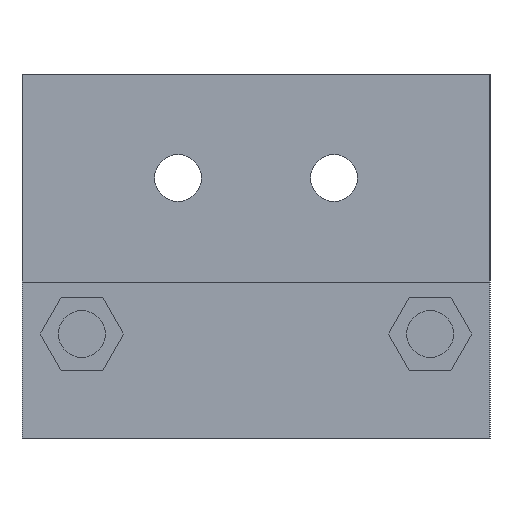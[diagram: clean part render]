
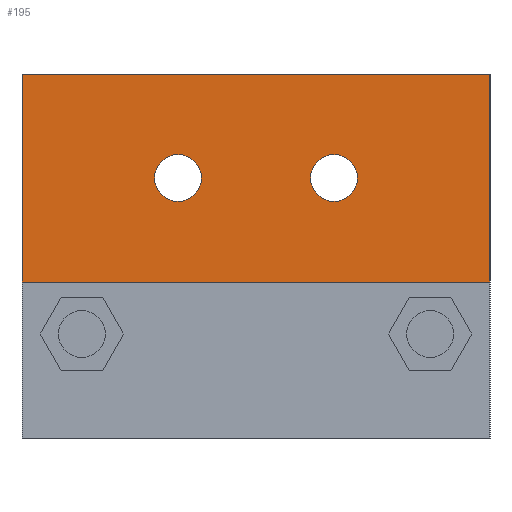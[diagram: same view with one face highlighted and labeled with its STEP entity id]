
A CAD part, left-side view. The second image highlights one B-rep face of the part: STEP entity #195.
In plain terms, the highlighted planar face has unit normal (-1, 0, 0).
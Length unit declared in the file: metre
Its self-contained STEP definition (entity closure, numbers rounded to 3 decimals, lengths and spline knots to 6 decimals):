
#195 = ADVANCED_FACE( '', ( #445, #446, #447 ), #448, .F. );
#445 = FACE_BOUND( '', #756, .T. );
#446 = FACE_BOUND( '', #757, .T. );
#447 = FACE_OUTER_BOUND( '', #758, .T. );
#448 = PLANE( '', #759 );
#756 = EDGE_LOOP( '', ( #1271 ) );
#757 = EDGE_LOOP( '', ( #1272 ) );
#758 = EDGE_LOOP( '', ( #1273, #1274, #1275, #1276 ) );
#759 = AXIS2_PLACEMENT_3D( '', #1277, #1278, #1279 );
#1271 = ORIENTED_EDGE( '', *, *, #1836, .F. );
#1272 = ORIENTED_EDGE( '', *, *, #1788, .F. );
#1273 = ORIENTED_EDGE( '', *, *, #1837, .T. );
#1274 = ORIENTED_EDGE( '', *, *, #1763, .F. );
#1275 = ORIENTED_EDGE( '', *, *, #1838, .F. );
#1276 = ORIENTED_EDGE( '', *, *, #1682, .T. );
#1277 = CARTESIAN_POINT( '', ( 0.02, 0.0225, 0.035 ) );
#1278 = DIRECTION( '', ( 1., 0., 0. ) );
#1279 = DIRECTION( '', ( 0., 0., -1. ) );
#1682 = EDGE_CURVE( '', #1997, #1995, #1998, .T. );
#1763 = EDGE_CURVE( '', #2130, #2132, #2133, .T. );
#1788 = EDGE_CURVE( '', #2169, #2169, #2170, .F. );
#1836 = EDGE_CURVE( '', #2240, #2240, #2241, .F. );
#1837 = EDGE_CURVE( '', #1995, #2132, #2242, .T. );
#1838 = EDGE_CURVE( '', #1997, #2130, #2243, .T. );
#1995 = VERTEX_POINT( '', #2444 );
#1997 = VERTEX_POINT( '', #2447 );
#1998 = LINE( '', #2448, #2449 );
#2130 = VERTEX_POINT( '', #2630 );
#2132 = VERTEX_POINT( '', #2633 );
#2133 = LINE( '', #2634, #2635 );
#2169 = VERTEX_POINT( '', #2686 );
#2170 = CIRCLE( '', #2687, 0.00225 );
#2240 = VERTEX_POINT( '', #2776 );
#2241 = CIRCLE( '', #2777, 0.00225 );
#2242 = LINE( '', #2778, #2779 );
#2243 = LINE( '', #2780, #2781 );
#2444 = CARTESIAN_POINT( '', ( 0.02, 0.045, 0.015 ) );
#2447 = CARTESIAN_POINT( '', ( 0.02, 0.045, 0.035 ) );
#2448 = CARTESIAN_POINT( '', ( 0.02, 0.045, 0.035 ) );
#2449 = VECTOR( '', #2962, 1. );
#2630 = CARTESIAN_POINT( '', ( 0.02, 0., 0.035 ) );
#2633 = CARTESIAN_POINT( '', ( 0.02, 0., 0.015 ) );
#2634 = CARTESIAN_POINT( '', ( 0.02, 0., 0.035 ) );
#2635 = VECTOR( '', #3052, 1. );
#2686 = CARTESIAN_POINT( '', ( 0.02, 0.03, 0.02275 ) );
#2687 = AXIS2_PLACEMENT_3D( '', #3077, #3078, #3079 );
#2776 = CARTESIAN_POINT( '', ( 0.02, 0.015, 0.02275 ) );
#2777 = AXIS2_PLACEMENT_3D( '', #3135, #3136, #3137 );
#2778 = CARTESIAN_POINT( '', ( 0.02, 0.0225, 0.015 ) );
#2779 = VECTOR( '', #3138, 1. );
#2780 = CARTESIAN_POINT( '', ( 0.02, 0.0225, 0.035 ) );
#2781 = VECTOR( '', #3139, 1. );
#2962 = DIRECTION( '', ( 0., 0., -1. ) );
#3052 = DIRECTION( '', ( 0., 0., -1. ) );
#3077 = CARTESIAN_POINT( '', ( 0.02, 0.03, 0.025 ) );
#3078 = DIRECTION( '', ( 1., 0., 0. ) );
#3079 = DIRECTION( '', ( 0., 0., -1. ) );
#3135 = CARTESIAN_POINT( '', ( 0.02, 0.015, 0.025 ) );
#3136 = DIRECTION( '', ( 1., 0., 0. ) );
#3137 = DIRECTION( '', ( 0., 0., -1. ) );
#3138 = DIRECTION( '', ( 0., -1., 0. ) );
#3139 = DIRECTION( '', ( 0., -1., 0. ) );
